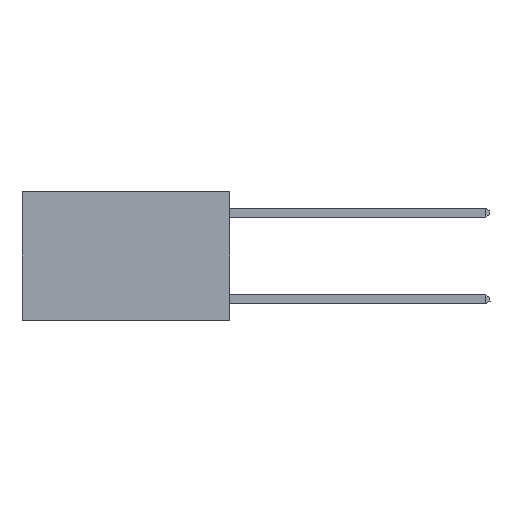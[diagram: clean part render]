
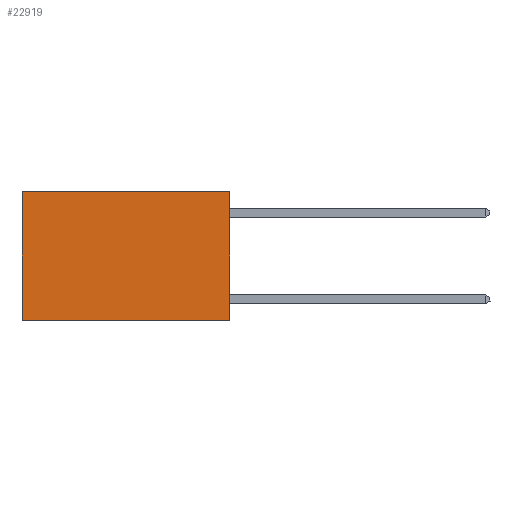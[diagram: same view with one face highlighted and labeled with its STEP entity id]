
A CAD part, left-side view. The second image highlights one B-rep face of the part: STEP entity #22919.
In plain terms, the highlighted planar face has unit normal (-1, 0, 0).
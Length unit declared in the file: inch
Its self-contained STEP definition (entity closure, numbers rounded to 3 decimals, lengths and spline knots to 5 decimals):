
#350 = CARTESIAN_POINT ( 'NONE',  ( 0.2625, 0., 0. ) ) ;
#1316 = LINE ( 'NONE', #22960, #7681 ) ;
#1509 = CARTESIAN_POINT ( 'NONE',  ( 0.2625, 0., 0. ) ) ;
#2398 = VERTEX_POINT ( 'NONE', #12244 ) ;
#3466 = DIRECTION ( 'NONE',  ( 0., 0., -1. ) ) ;
#3607 = EDGE_CURVE ( 'NONE', #2398, #23995, #1316, .T. ) ;
#5187 = EDGE_CURVE ( 'NONE', #23938, #2398, #11657, .T. ) ;
#5471 = LINE ( 'NONE', #11158, #15575 ) ;
#5843 = CARTESIAN_POINT ( 'NONE',  ( 0.2625, 0., 0. ) ) ;
#6590 = CARTESIAN_POINT ( 'NONE',  ( 0.2625, 0.6, -0.37 ) ) ;
#7681 = VECTOR ( 'NONE', #13467, 39.37008 ) ;
#8354 = EDGE_CURVE ( 'NONE', #23938, #21596, #20573, .T. ) ;
#8454 = ORIENTED_EDGE ( 'NONE', *, *, #21878, .F. ) ;
#9408 = DIRECTION ( 'NONE',  ( 1., 0., 0. ) ) ;
#10060 = CARTESIAN_POINT ( 'NONE',  ( 0.2625, 0., 0. ) ) ;
#11158 = CARTESIAN_POINT ( 'NONE',  ( 0.2625, 0., -0.37 ) ) ;
#11566 = CARTESIAN_POINT ( 'NONE',  ( 0.2625, 0., -0.37 ) ) ;
#11657 = LINE ( 'NONE', #5843, #18650 ) ;
#12244 = CARTESIAN_POINT ( 'NONE',  ( 0.2625, 0.6, 0. ) ) ;
#13467 = DIRECTION ( 'NONE',  ( 0., 0., -1. ) ) ;
#15575 = VECTOR ( 'NONE', #18960, 39.37008 ) ;
#16188 = DIRECTION ( 'NONE',  ( 0., 1., 0. ) ) ;
#16527 = ORIENTED_EDGE ( 'NONE', *, *, #5187, .T. ) ;
#17196 = PLANE ( 'NONE',  #19752 ) ;
#17703 = FACE_OUTER_BOUND ( 'NONE', #23101, .T. ) ;
#18650 = VECTOR ( 'NONE', #16188, 39.37008 ) ;
#18960 = DIRECTION ( 'NONE',  ( 0., 1., 0. ) ) ;
#19752 = AXIS2_PLACEMENT_3D ( 'NONE', #1509, #9408, #3466 ) ;
#20573 = LINE ( 'NONE', #10060, #23502 ) ;
#21596 = VERTEX_POINT ( 'NONE', #11566 ) ;
#21878 = EDGE_CURVE ( 'NONE', #21596, #23995, #5471, .T. ) ;
#22919 = ADVANCED_FACE ( 'NONE', ( #17703 ), #17196, .F. ) ;
#22960 = CARTESIAN_POINT ( 'NONE',  ( 0.2625, 0.6, 0. ) ) ;
#23101 = EDGE_LOOP ( 'NONE', ( #23993, #8454, #23479, #16527 ) ) ;
#23479 = ORIENTED_EDGE ( 'NONE', *, *, #8354, .F. ) ;
#23502 = VECTOR ( 'NONE', #24599, 39.37008 ) ;
#23938 = VERTEX_POINT ( 'NONE', #350 ) ;
#23993 = ORIENTED_EDGE ( 'NONE', *, *, #3607, .T. ) ;
#23995 = VERTEX_POINT ( 'NONE', #6590 ) ;
#24599 = DIRECTION ( 'NONE',  ( 0., 0., -1. ) ) ;
